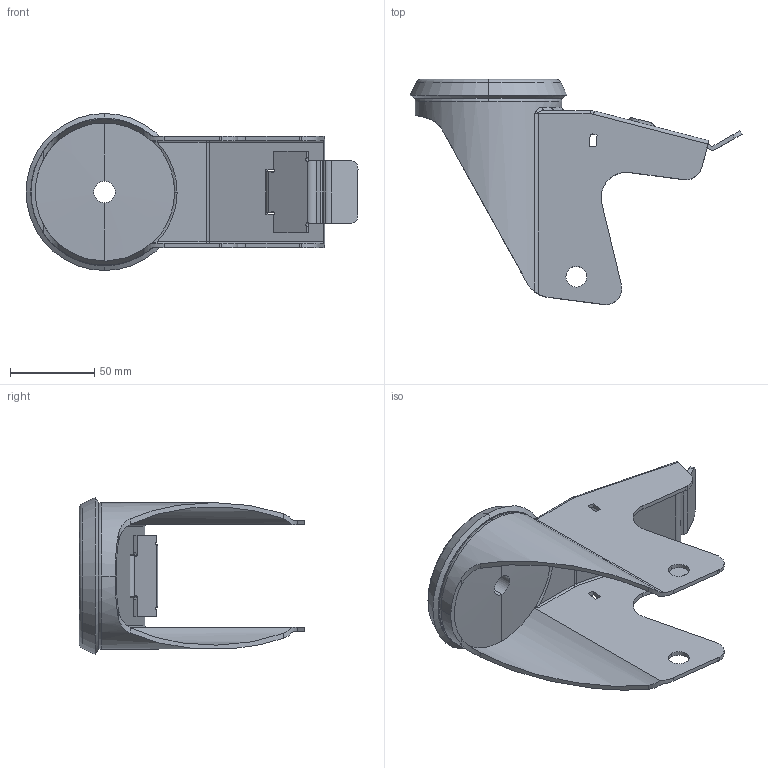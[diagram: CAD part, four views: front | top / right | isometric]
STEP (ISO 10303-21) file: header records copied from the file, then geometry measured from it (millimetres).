
FILE_DESCRIPTION (( 'STEP AP214' ), '1' );
FILE_NAME ('0017823.step', '2024-09-03T08:04:21', ( '' ), ( '' ), 'SwSTEP 2.0', 'SolidWorks 2020', '' );
FILE_SCHEMA (( 'AUTOMOTIVE_DESIGN' ));
Length unit declared in the file: millimetre
Products named in the file (1): 0017823
Bounding box: 196.7 x 133.47 x 93 mm (x, y, z)
Volume: 188447.4 mm3; surface area: 77303.9 mm2
Topology: 2 solids, 2 shells, 156 faces, 426 edges, 273 vertices
Faces by surface type: cylinder 64, plane 54, torus 22, cone 10, bspline 6
Entity records: 8062 total; most frequent: CARTESIAN_POINT 2340, ORIENTED_EDGE 848, DIRECTION 829, EDGE_CURVE 424, AXIS2_PLACEMENT_3D 312, VERTEX_POINT 273, VECTOR 205, LINE 205
